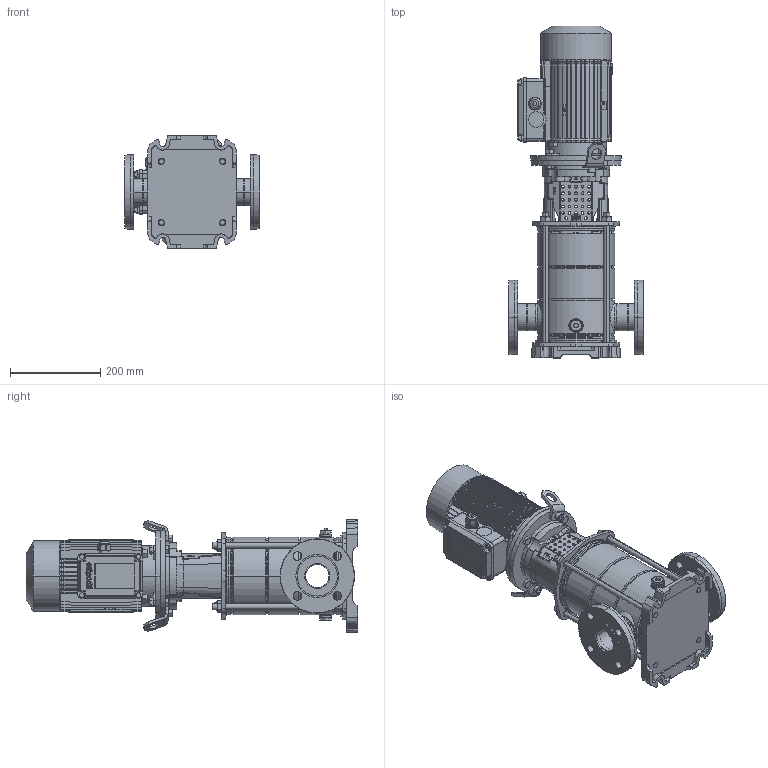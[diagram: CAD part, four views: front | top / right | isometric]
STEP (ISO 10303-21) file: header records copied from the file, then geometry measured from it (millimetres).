
FILE_DESCRIPTION (( 'STEP AP214' ), '1' );
FILE_NAME ('10009840swa00.step', '2021-09-22T13:32:56', ( '' ), ( '' ), 'SwSTEP 2.0', 'SolidWorks 2020', '' );
FILE_SCHEMA (( 'AUTOMOTIVE_DESIGN' ));
Length unit declared in the file: millimetre
Products named in the file (22): 4.92.222swp04_DN50 semplificato; 10007576swa00_M80L; 4.92.225swp04; 3.92.277swp01_MXV 50-1501 50-2001 Sempl.; 3.92.244swp01_Semplificato; 10007670swn00_M20x1.5; 4.92.212swp01; 4.92.204swp02_VERSIONE MACCHINA UTENSILE; 4.92.211swp01; 10000006swn00_M14 A2-70; 10000004swn00_M10 õ; 10000033swn00_M10x14 A2; 10000015swn00_M10x35 A2; 3.92.270swp02_3.92.270 Semplificato; 10007570swp00_80 L SZ; 10009840swa00; 3.92.269swp01_3_92_269_Sempl.; 4.92.027swp03_4_92_027_AISI304; 10007568swp00_M80 B5-De200; 10007431swp00_Flangia mot. 80; 4.92.223swp03_M14 X 312; 10007432swa00
Assembly tree (38 placements, depth 3):
  10009840swa00
    10007576swa00_M80L
      10007568swp00_M80 B5-De200
      10007570swp00_80 L SZ
      10007670swn00_M20x1.5
    10007432swa00
      3.92.244swp01_Semplificato
      3.92.277swp01_MXV 50-1501 50-2001 Sempl.
      3.92.269swp01_3_92_269_Sempl.
      4.92.223swp03_M14 X 312  x4
      10007431swp00_Flangia mot. 80
      4.92.027swp03_4_92_027_AISI304
      10000006swn00_M14 A2-70  x4
      3.92.270swp02_3.92.270 Semplificato
      4.92.204swp02_VERSIONE MACCHINA UTENSILE  x2
      4.92.222swp04_DN50 semplificato  x2
      4.92.212swp01
      4.92.225swp04  x2
      4.92.211swp01  x2
      10000033swn00_M10x14 A2  x2
    10000015swn00_M10x35 A2  x4
    10000004swn00_M10 õ  x4
Bounding box: 300 x 735.1 x 250 mm (x, y, z)
Volume: 14838308.2 mm3; surface area: 1527778.9 mm2
Topology: 44 solids, 47 shells, 3301 faces, 8350 edges, 5313 vertices
Faces by surface type: plane 1533, cylinder 769, cone 672, bspline 184, torus 135, sphere 8
Entity records: 91074 total; most frequent: CARTESIAN_POINT 22929, ORIENTED_EDGE 14006, DIRECTION 13385, EDGE_CURVE 7003, AXIS2_PLACEMENT_3D 4778, VERTEX_POINT 4504, VECTOR 3829, LINE 3829
